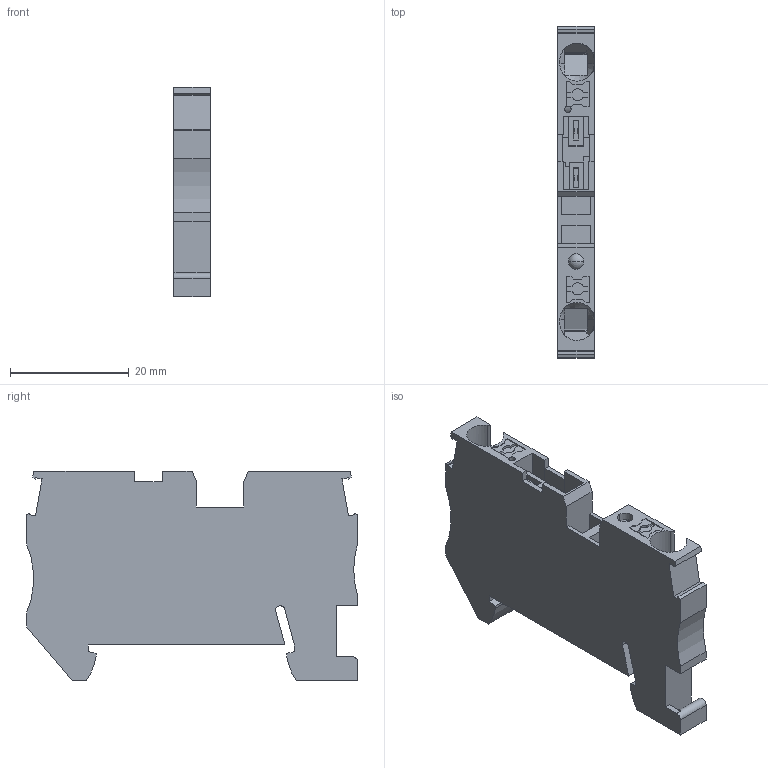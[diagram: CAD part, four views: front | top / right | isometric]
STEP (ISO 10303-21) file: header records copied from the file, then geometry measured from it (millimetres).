
FILE_DESCRIPTION(('Creo Elements/Direct Modeling STEP Export'),'2;1');
FILE_NAME('model.stp','2019-04-06T 2:21:54',(''),(''),'Creo Elements/Direct Modeling STEP processor for AP214 (Solid Model)','Creo Elements/Direct Modeling 20.1A 29-Sep-2018 (C) Parametric Technology GmbH','');
FILE_SCHEMA(('AUTOMOTIVE_DESIGN { 1 0 10303 214 1 1 1 1 }'));
Length unit declared in the file: millimetre
Products named in the file (2): PT_4_FSI_F_LED_70-select
Assembly tree (1 placements, depth 2):
  PT_4_FSI_F_LED_70-select
    PT_4_FSI_F_LED_70-select
Bounding box: 6.15 x 55.9 x 35.25 mm (x, y, z)
Volume: 8539.8 mm3; surface area: 5785.3 mm2
Topology: 1 solids, 1 shells, 214 faces, 615 edges, 406 vertices
Faces by surface type: plane 182, cylinder 24, torus 4, cone 2, sphere 2
Entity records: 9797 total; most frequent: CARTESIAN_POINT 2526, ORIENTED_EDGE 1226, DIRECTION 1041, EDGE_CURVE 613, VECTOR 519, LINE 519, VERTEX_POINT 406, AXIS2_PLACEMENT_3D 261
